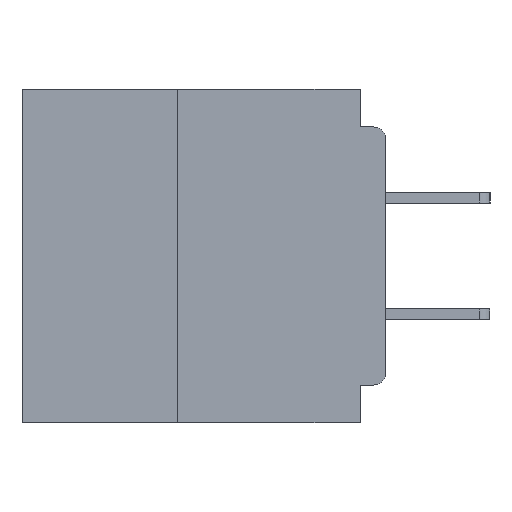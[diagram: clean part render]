
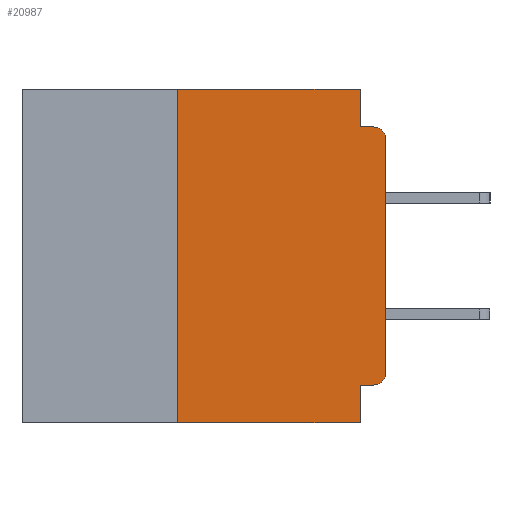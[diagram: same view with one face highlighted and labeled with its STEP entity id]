
A CAD part, left-side view. The second image highlights one B-rep face of the part: STEP entity #20987.
In plain terms, the highlighted planar face has unit normal (-1, 0, 0).
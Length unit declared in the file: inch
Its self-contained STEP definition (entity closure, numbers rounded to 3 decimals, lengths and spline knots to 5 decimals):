
#144 = CARTESIAN_POINT ( 'NONE',  ( 0., 0., -0.06 ) ) ;
#1098 = CARTESIAN_POINT ( 'NONE',  ( 0., 0.437, 0. ) ) ;
#1500 = EDGE_CURVE ( 'NONE', #20324, #9971, #21428, .T. ) ;
#1577 = ORIENTED_EDGE ( 'NONE', *, *, #1500, .F. ) ;
#1686 = EDGE_CURVE ( 'NONE', #37170, #15090, #28111, .T. ) ;
#1805 = VECTOR ( 'NONE', #35668, 39.37008 ) ;
#3045 = EDGE_CURVE ( 'NONE', #9971, #32238, #6189, .T. ) ;
#3315 = VECTOR ( 'NONE', #28997, 39.37008 ) ;
#3323 = LINE ( 'NONE', #33700, #35349 ) ;
#3481 = EDGE_CURVE ( 'NONE', #12482, #17890, #7073, .T. ) ;
#3533 = VECTOR ( 'NONE', #20885, 39.37008 ) ;
#4019 = ORIENTED_EDGE ( 'NONE', *, *, #8094, .F. ) ;
#4231 = ORIENTED_EDGE ( 'NONE', *, *, #3045, .F. ) ;
#4280 = CARTESIAN_POINT ( 'NONE',  ( 0., 0.25, 0. ) ) ;
#4368 = DIRECTION ( 'NONE',  ( 1., 0., 0. ) ) ;
#5201 = ORIENTED_EDGE ( 'NONE', *, *, #20956, .F. ) ;
#5225 = VERTEX_POINT ( 'NONE', #16149 ) ;
#6189 = LINE ( 'NONE', #34671, #21768 ) ;
#6228 = ORIENTED_EDGE ( 'NONE', *, *, #26824, .T. ) ;
#7073 = LINE ( 'NONE', #25778, #33777 ) ;
#8077 = ORIENTED_EDGE ( 'NONE', *, *, #25104, .T. ) ;
#8094 = EDGE_CURVE ( 'NONE', #5225, #12482, #40096, .T. ) ;
#9024 = CARTESIAN_POINT ( 'NONE',  ( 0., 0.031, -0.355 ) ) ;
#9971 = VERTEX_POINT ( 'NONE', #4280 ) ;
#10603 = EDGE_CURVE ( 'NONE', #32238, #22763, #15832, .T. ) ;
#10971 = DIRECTION ( 'NONE',  ( 0., 0., -1. ) ) ;
#11104 = DIRECTION ( 'NONE',  ( -1., 0., 0. ) ) ;
#11132 = CARTESIAN_POINT ( 'NONE',  ( 0., 0.015, -0.06 ) ) ;
#11878 = AXIS2_PLACEMENT_3D ( 'NONE', #31344, #12766, #34457 ) ;
#12209 = VERTEX_POINT ( 'NONE', #23201 ) ;
#12482 = VERTEX_POINT ( 'NONE', #9024 ) ;
#12766 = DIRECTION ( 'NONE',  ( -1., 0., 0. ) ) ;
#12968 = ORIENTED_EDGE ( 'NONE', *, *, #22495, .T. ) ;
#13116 = VECTOR ( 'NONE', #20984, 39.37008 ) ;
#15090 = VERTEX_POINT ( 'NONE', #40161 ) ;
#15115 = DIRECTION ( 'NONE',  ( 0., -1., 0. ) ) ;
#15832 = LINE ( 'NONE', #38265, #23155 ) ;
#16149 = CARTESIAN_POINT ( 'NONE',  ( 0., 0.015, -0.355 ) ) ;
#16608 = DIRECTION ( 'NONE',  ( 0., 0., -1. ) ) ;
#16612 = CARTESIAN_POINT ( 'NONE',  ( 0., 0., -0.045 ) ) ;
#17136 = CARTESIAN_POINT ( 'NONE',  ( 0., 0., -0.355 ) ) ;
#17502 = EDGE_LOOP ( 'NONE', ( #12968, #30341, #5201, #26337, #4231, #1577, #8077, #37507, #4019, #6228 ) ) ;
#17890 = VERTEX_POINT ( 'NONE', #28870 ) ;
#18954 = CARTESIAN_POINT ( 'NONE',  ( 0., 0.031, -0.045 ) ) ;
#19736 = CARTESIAN_POINT ( 'NONE',  ( 0., 0.031, 0. ) ) ;
#20113 = LINE ( 'NONE', #30085, #3533 ) ;
#20324 = VERTEX_POINT ( 'NONE', #22340 ) ;
#20885 = DIRECTION ( 'NONE',  ( 0., 0., 1. ) ) ;
#20956 = EDGE_CURVE ( 'NONE', #22763, #15090, #28155, .T. ) ;
#20984 = DIRECTION ( 'NONE',  ( 0., 0., 1. ) ) ;
#20987 = ADVANCED_FACE ( 'NONE', ( #35340 ), #38388, .F. ) ;
#21428 = LINE ( 'NONE', #22291, #13116 ) ;
#21768 = VECTOR ( 'NONE', #34540, 39.37008 ) ;
#22291 = CARTESIAN_POINT ( 'NONE',  ( 0., 0.25, -0.4 ) ) ;
#22340 = CARTESIAN_POINT ( 'NONE',  ( 0., 0.25, -0.4 ) ) ;
#22495 = EDGE_CURVE ( 'NONE', #12209, #37170, #20113, .T. ) ;
#22763 = VERTEX_POINT ( 'NONE', #18954 ) ;
#23155 = VECTOR ( 'NONE', #16608, 39.37008 ) ;
#23201 = CARTESIAN_POINT ( 'NONE',  ( 0., 0., -0.34 ) ) ;
#23383 = AXIS2_PLACEMENT_3D ( 'NONE', #1098, #4368, #26189 ) ;
#25104 = EDGE_CURVE ( 'NONE', #20324, #17890, #3323, .T. ) ;
#25778 = CARTESIAN_POINT ( 'NONE',  ( 0., 0.031, -0.4 ) ) ;
#25854 = DIRECTION ( 'NONE',  ( 0., 0., -1. ) ) ;
#26189 = DIRECTION ( 'NONE',  ( 0., 0., -1. ) ) ;
#26337 = ORIENTED_EDGE ( 'NONE', *, *, #10603, .F. ) ;
#26370 = AXIS2_PLACEMENT_3D ( 'NONE', #11132, #11104, #10971 ) ;
#26824 = EDGE_CURVE ( 'NONE', #5225, #12209, #33367, .T. ) ;
#28111 = CIRCLE ( 'NONE', #26370, 0.015 ) ;
#28155 = LINE ( 'NONE', #16612, #3315 ) ;
#28870 = CARTESIAN_POINT ( 'NONE',  ( 0., 0.031, -0.4 ) ) ;
#28997 = DIRECTION ( 'NONE',  ( 0., -1., 0. ) ) ;
#30085 = CARTESIAN_POINT ( 'NONE',  ( 0., 0., 0. ) ) ;
#30341 = ORIENTED_EDGE ( 'NONE', *, *, #1686, .T. ) ;
#31344 = CARTESIAN_POINT ( 'NONE',  ( 0., 0.015, -0.34 ) ) ;
#32238 = VERTEX_POINT ( 'NONE', #19736 ) ;
#33367 = CIRCLE ( 'NONE', #11878, 0.015 ) ;
#33700 = CARTESIAN_POINT ( 'NONE',  ( 0., 0.437, -0.4 ) ) ;
#33777 = VECTOR ( 'NONE', #25854, 39.37008 ) ;
#34457 = DIRECTION ( 'NONE',  ( 0., 0., -1. ) ) ;
#34540 = DIRECTION ( 'NONE',  ( 0., -1., 0. ) ) ;
#34671 = CARTESIAN_POINT ( 'NONE',  ( 0., 0.437, 0. ) ) ;
#35340 = FACE_OUTER_BOUND ( 'NONE', #17502, .T. ) ;
#35349 = VECTOR ( 'NONE', #15115, 39.37008 ) ;
#35668 = DIRECTION ( 'NONE',  ( 0., 1., 0. ) ) ;
#37170 = VERTEX_POINT ( 'NONE', #144 ) ;
#37507 = ORIENTED_EDGE ( 'NONE', *, *, #3481, .F. ) ;
#38265 = CARTESIAN_POINT ( 'NONE',  ( 0., 0.031, 0. ) ) ;
#38388 = PLANE ( 'NONE',  #23383 ) ;
#40096 = LINE ( 'NONE', #17136, #1805 ) ;
#40161 = CARTESIAN_POINT ( 'NONE',  ( 0., 0.015, -0.045 ) ) ;
